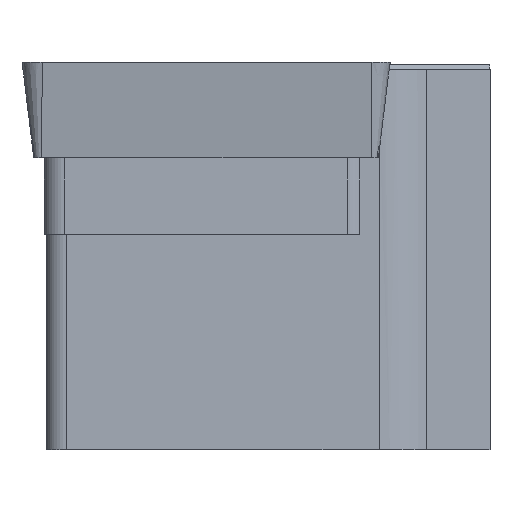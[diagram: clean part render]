
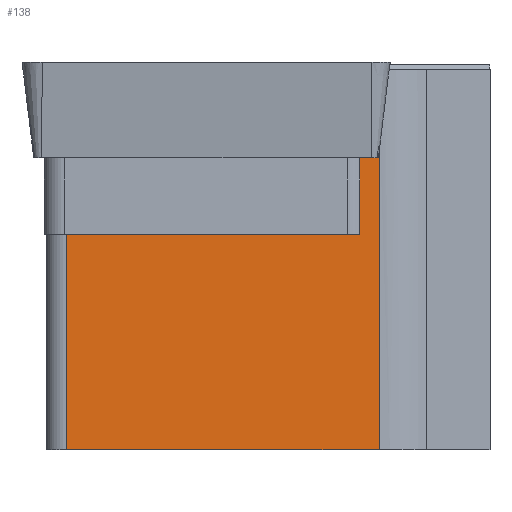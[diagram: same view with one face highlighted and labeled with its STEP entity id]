
A CAD part, left-side view. The second image highlights one B-rep face of the part: STEP entity #138.
In plain terms, the highlighted planar face has unit normal (-0.999, -0.052, 0).
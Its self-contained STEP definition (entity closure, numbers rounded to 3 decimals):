
#114=PLANE('',#665);
#138=ADVANCED_FACE('',(#173),#114,.F.);
#173=FACE_OUTER_BOUND('',#203,.T.);
#203=EDGE_LOOP('',(#413,#414,#415,#416,#417,#418,#419));
#243=LINE('',#904,#304);
#256=LINE('',#933,#317);
#257=LINE('',#937,#318);
#258=LINE('',#939,#319);
#259=LINE('',#941,#320);
#260=LINE('',#943,#321);
#261=LINE('',#945,#322);
#304=VECTOR('',#736,1.);
#317=VECTOR('',#763,1.);
#318=VECTOR('',#768,1.);
#319=VECTOR('',#769,1.);
#320=VECTOR('',#770,1.);
#321=VECTOR('',#771,1.);
#322=VECTOR('',#772,1.);
#413=ORIENTED_EDGE('',*,*,#593,.F.);
#414=ORIENTED_EDGE('',*,*,#578,.F.);
#415=ORIENTED_EDGE('',*,*,#595,.T.);
#416=ORIENTED_EDGE('',*,*,#596,.T.);
#417=ORIENTED_EDGE('',*,*,#597,.F.);
#418=ORIENTED_EDGE('',*,*,#598,.F.);
#419=ORIENTED_EDGE('',*,*,#599,.T.);
#521=VERTEX_POINT('',#903);
#522=VERTEX_POINT('',#905);
#531=VERTEX_POINT('',#934);
#532=VERTEX_POINT('',#938);
#533=VERTEX_POINT('',#940);
#534=VERTEX_POINT('',#942);
#535=VERTEX_POINT('',#944);
#578=EDGE_CURVE('',#521,#522,#243,.T.);
#593=EDGE_CURVE('',#522,#531,#256,.T.);
#595=EDGE_CURVE('',#521,#532,#257,.T.);
#596=EDGE_CURVE('',#532,#533,#258,.T.);
#597=EDGE_CURVE('',#534,#533,#259,.T.);
#598=EDGE_CURVE('',#535,#534,#260,.T.);
#599=EDGE_CURVE('',#535,#531,#261,.T.);
#665=AXIS2_PLACEMENT_3D('',#946,#773,#774);
#736=DIRECTION('',(-0.052,0.999,0.));
#763=DIRECTION('',(0.,0.,1.));
#768=DIRECTION('',(0.,0.,1.));
#769=DIRECTION('',(-0.007,0.14,-0.99));
#770=DIRECTION('',(0.052,-0.999,0.));
#771=DIRECTION('',(0.,0.,1.));
#772=DIRECTION('',(-0.052,0.999,0.));
#773=DIRECTION('',(0.999,0.052,0.));
#774=DIRECTION('',(0.052,-0.999,0.));
#903=CARTESIAN_POINT('',(2.071,4.608,-16.));
#904=CARTESIAN_POINT('',(2.306,0.121,-16.));
#905=CARTESIAN_POINT('',(1.389,17.616,-16.));
#933=CARTESIAN_POINT('',(1.389,17.616,195.289));
#934=CARTESIAN_POINT('',(1.389,17.616,-7.05));
#937=CARTESIAN_POINT('',(2.071,4.608,195.289));
#938=CARTESIAN_POINT('',(2.071,4.608,-1.944));
#939=CARTESIAN_POINT('',(3.506,-22.767,191.403));
#940=CARTESIAN_POINT('',(2.057,4.881,-3.87));
#941=CARTESIAN_POINT('',(2.071,4.608,-3.87));
#942=CARTESIAN_POINT('',(2.028,5.419,-3.87));
#943=CARTESIAN_POINT('',(2.028,5.419,-7.05));
#944=CARTESIAN_POINT('',(2.028,5.419,-7.05));
#945=CARTESIAN_POINT('',(2.071,4.608,-7.05));
#946=CARTESIAN_POINT('',(2.071,4.608,195.289));
